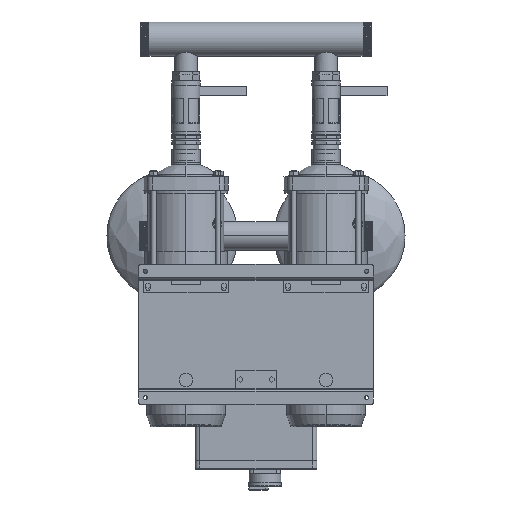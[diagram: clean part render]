
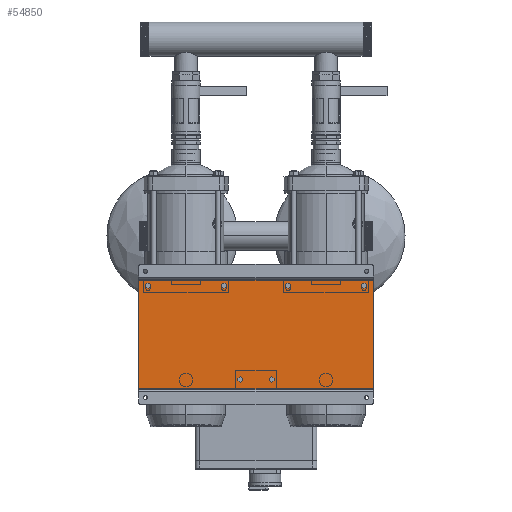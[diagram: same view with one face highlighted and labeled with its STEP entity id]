
A CAD part, front view. The second image highlights one B-rep face of the part: STEP entity #54850.
In plain terms, the highlighted planar face has unit normal (0, -1, 0).
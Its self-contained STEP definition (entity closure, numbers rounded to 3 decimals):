
#1477 = CARTESIAN_POINT ( 'NONE',  ( -260., 52., 120. ) ) ;
#3149 = PLANE ( 'NONE',  #5824 ) ;
#4903 = ORIENTED_EDGE ( 'NONE', *, *, #58239, .F. ) ;
#5824 = AXIS2_PLACEMENT_3D ( 'NONE', #65227, #11677, #33929 ) ;
#6297 = VECTOR ( 'NONE', #76422, 1000. ) ;
#7958 = VERTEX_POINT ( 'NONE', #46891 ) ;
#11677 = DIRECTION ( 'NONE',  ( 0., 1., 0. ) ) ;
#20993 = VECTOR ( 'NONE', #60078, 1000. ) ;
#22061 = VECTOR ( 'NONE', #32241, 1000. ) ;
#23122 = LINE ( 'NONE', #93326, #43384 ) ;
#28538 = CARTESIAN_POINT ( 'NONE',  ( 260., 52., -120. ) ) ;
#29299 = CARTESIAN_POINT ( 'NONE',  ( 260., 52., -120. ) ) ;
#30977 = CARTESIAN_POINT ( 'NONE',  ( -260., 52., -120. ) ) ;
#32241 = DIRECTION ( 'NONE',  ( -1., 0., 0. ) ) ;
#33221 = CARTESIAN_POINT ( 'NONE',  ( 260., 52., 120. ) ) ;
#33929 = DIRECTION ( 'NONE',  ( 0., 0., 1. ) ) ;
#37896 = LINE ( 'NONE', #29299, #20993 ) ;
#40377 = LINE ( 'NONE', #33221, #22061 ) ;
#43384 = VECTOR ( 'NONE', #63533, 1000. ) ;
#45024 = EDGE_LOOP ( 'NONE', ( #56766, #4903, #83383, #82733 ) ) ;
#46891 = CARTESIAN_POINT ( 'NONE',  ( 260., 52., 120. ) ) ;
#49052 = FACE_OUTER_BOUND ( 'NONE', #45024, .T. ) ;
#54850 = ADVANCED_FACE ( 'NONE', ( #49052 ), #3149, .F. ) ;
#56766 = ORIENTED_EDGE ( 'NONE', *, *, #78100, .T. ) ;
#58239 = EDGE_CURVE ( 'NONE', #93841, #83482, #37896, .T. ) ;
#60078 = DIRECTION ( 'NONE',  ( -1., 0., 0. ) ) ;
#60610 = CARTESIAN_POINT ( 'NONE',  ( -260., 52., -120. ) ) ;
#63533 = DIRECTION ( 'NONE',  ( 0., 0., -1. ) ) ;
#65227 = CARTESIAN_POINT ( 'NONE',  ( 260., 52., -120. ) ) ;
#73038 = VERTEX_POINT ( 'NONE', #1477 ) ;
#76422 = DIRECTION ( 'NONE',  ( 0., 0., -1. ) ) ;
#77989 = EDGE_CURVE ( 'NONE', #7958, #93841, #23122, .T. ) ;
#78100 = EDGE_CURVE ( 'NONE', #73038, #83482, #93083, .T. ) ;
#82733 = ORIENTED_EDGE ( 'NONE', *, *, #93428, .T. ) ;
#83383 = ORIENTED_EDGE ( 'NONE', *, *, #77989, .F. ) ;
#83482 = VERTEX_POINT ( 'NONE', #60610 ) ;
#93083 = LINE ( 'NONE', #30977, #6297 ) ;
#93326 = CARTESIAN_POINT ( 'NONE',  ( 260., 52., 120. ) ) ;
#93428 = EDGE_CURVE ( 'NONE', #7958, #73038, #40377, .T. ) ;
#93841 = VERTEX_POINT ( 'NONE', #28538 ) ;
